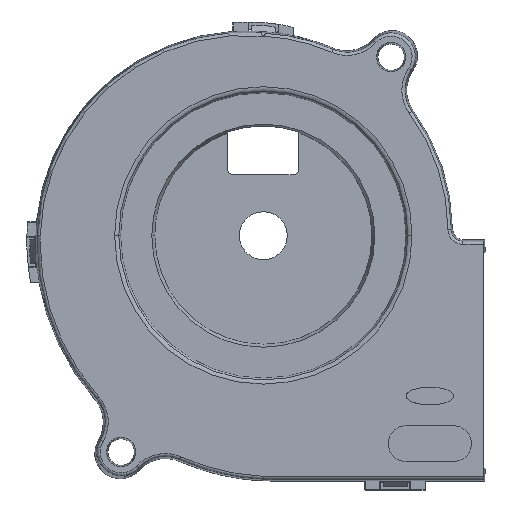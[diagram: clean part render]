
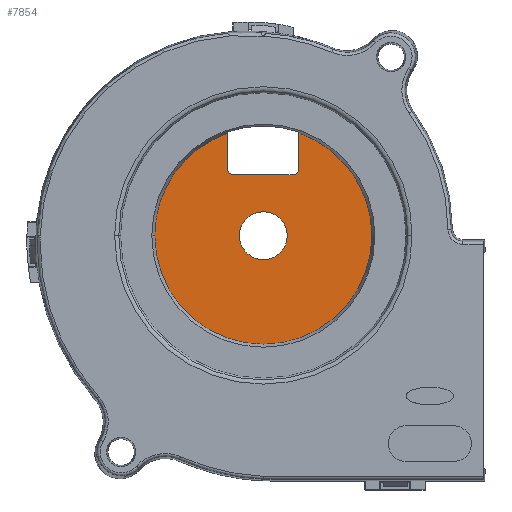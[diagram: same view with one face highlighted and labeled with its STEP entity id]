
A CAD part, top view. The second image highlights one B-rep face of the part: STEP entity #7854.
In plain terms, the highlighted planar face has unit normal (0, 0, 1).
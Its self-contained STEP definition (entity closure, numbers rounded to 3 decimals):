
#2436=CARTESIAN_POINT('',(0.,0.,-14.9));
#2437=DIRECTION('',(0.,0.,-1.));
#2438=DIRECTION('',(1.,0.,0.));
#2439=AXIS2_PLACEMENT_3D('',#2436,#2437,#2438);
#2441=CARTESIAN_POINT('',(0.,0.,-14.9));
#2442=DIRECTION('',(0.,0.,-1.));
#2443=DIRECTION('',(-1.,0.,0.));
#2444=AXIS2_PLACEMENT_3D('',#2441,#2442,#2443);
#2446=DIRECTION('',(0.,-1.,0.));
#2447=VECTOR('',#2446,5.986);
#2448=CARTESIAN_POINT('',(-6.,17.236,-14.9));
#2449=LINE('',#2448,#2447);
#2450=CARTESIAN_POINT('',(-5.,11.25,-14.9));
#2451=DIRECTION('',(0.,0.,1.));
#2452=DIRECTION('',(-1.,0.,0.));
#2453=AXIS2_PLACEMENT_3D('',#2450,#2451,#2452);
#2455=DIRECTION('',(1.,0.,0.));
#2456=VECTOR('',#2455,10.);
#2457=CARTESIAN_POINT('',(-5.,10.25,-14.9));
#2458=LINE('',#2457,#2456);
#2459=CARTESIAN_POINT('',(5.,11.25,-14.9));
#2460=DIRECTION('',(0.,0.,1.));
#2461=DIRECTION('',(0.,-1.,0.));
#2462=AXIS2_PLACEMENT_3D('',#2459,#2460,#2461);
#2464=DIRECTION('',(0.,1.,0.));
#2465=VECTOR('',#2464,5.986);
#2466=CARTESIAN_POINT('',(6.,11.25,-14.9));
#2467=LINE('',#2466,#2465);
#2468=CARTESIAN_POINT('',(0.,0.,-14.9));
#2469=DIRECTION('',(0.,0.,-1.));
#2470=DIRECTION('',(0.329,0.944,0.));
#2471=AXIS2_PLACEMENT_3D('',#2468,#2469,#2470);
#2473=CARTESIAN_POINT('',(0.,0.,-14.9));
#2474=DIRECTION('',(0.,0.,1.));
#2475=DIRECTION('',(-1.,0.,0.));
#2476=AXIS2_PLACEMENT_3D('',#2473,#2474,#2475);
#2482=CARTESIAN_POINT('',(0.,0.,-14.9));
#2483=DIRECTION('',(0.,0.,1.));
#2484=DIRECTION('',(1.,0.,0.));
#2485=AXIS2_PLACEMENT_3D('',#2482,#2483,#2484);
#2564=CARTESIAN_POINT('',(-6.,17.236,-14.9));
#4371=CARTESIAN_POINT('',(-18.25,0.,-14.9));
#4372=VERTEX_POINT('',#4371);
#4373=CARTESIAN_POINT('',(18.25,0.,-14.9));
#4374=VERTEX_POINT('',#4373);
#4375=CARTESIAN_POINT('',(6.,17.236,-14.9));
#4376=VERTEX_POINT('',#4375);
#4378=VERTEX_POINT('',#2564);
#4379=CARTESIAN_POINT('',(-6.,11.25,-14.9));
#4380=VERTEX_POINT('',#4379);
#4381=CARTESIAN_POINT('',(-5.,10.25,-14.9));
#4382=VERTEX_POINT('',#4381);
#4383=CARTESIAN_POINT('',(5.,10.25,-14.9));
#4384=VERTEX_POINT('',#4383);
#4385=CARTESIAN_POINT('',(6.,11.25,-14.9));
#4386=VERTEX_POINT('',#4385);
#4608=CARTESIAN_POINT('',(-4.025,0.,-14.9));
#4609=CARTESIAN_POINT('',(4.025,0.,-14.9));
#4610=VERTEX_POINT('',#4608);
#4611=VERTEX_POINT('',#4609);
#7828=CARTESIAN_POINT('',(0.,0.,-14.9));
#7829=DIRECTION('',(0.,0.,-1.));
#7830=DIRECTION('',(-1.,0.,0.));
#7831=AXIS2_PLACEMENT_3D('',#7828,#7829,#7830);
#7832=PLANE('',#7831);
#7833=ORIENTED_EDGE('',*,*,#7798,.T.);
#7834=ORIENTED_EDGE('',*,*,#7822,.T.);
#7836=ORIENTED_EDGE('',*,*,#7835,.T.);
#7838=ORIENTED_EDGE('',*,*,#7837,.T.);
#7840=ORIENTED_EDGE('',*,*,#7839,.T.);
#7842=ORIENTED_EDGE('',*,*,#7841,.T.);
#7844=ORIENTED_EDGE('',*,*,#7843,.T.);
#7845=ORIENTED_EDGE('',*,*,#7812,.T.);
#7846=EDGE_LOOP('',(#7833,#7834,#7836,#7838,#7840,#7842,#7844,#7845));
#7847=FACE_OUTER_BOUND('',#7846,.F.);
#7849=ORIENTED_EDGE('',*,*,#7848,.T.);
#7851=ORIENTED_EDGE('',*,*,#7850,.T.);
#7852=EDGE_LOOP('',(#7849,#7851));
#7853=FACE_BOUND('',#7852,.F.);
#2440=CIRCLE('',#2439,18.25);
#2445=CIRCLE('',#2444,18.25);
#2454=CIRCLE('',#2453,1.);
#2463=CIRCLE('',#2462,1.);
#2472=CIRCLE('',#2471,18.25);
#2477=CIRCLE('',#2476,4.025);
#2486=CIRCLE('',#2485,4.025);
#7798=EDGE_CURVE('',#4374,#4372,#2440,.T.);
#7812=EDGE_CURVE('',#4376,#4374,#2472,.T.);
#7822=EDGE_CURVE('',#4372,#4378,#2445,.T.);
#7835=EDGE_CURVE('',#4378,#4380,#2449,.T.);
#7837=EDGE_CURVE('',#4380,#4382,#2454,.T.);
#7839=EDGE_CURVE('',#4382,#4384,#2458,.T.);
#7841=EDGE_CURVE('',#4384,#4386,#2463,.T.);
#7843=EDGE_CURVE('',#4386,#4376,#2467,.T.);
#7848=EDGE_CURVE('',#4610,#4611,#2477,.T.);
#7850=EDGE_CURVE('',#4611,#4610,#2486,.T.);
#7854=ADVANCED_FACE('',(#7847,#7853),#7832,.F.);
